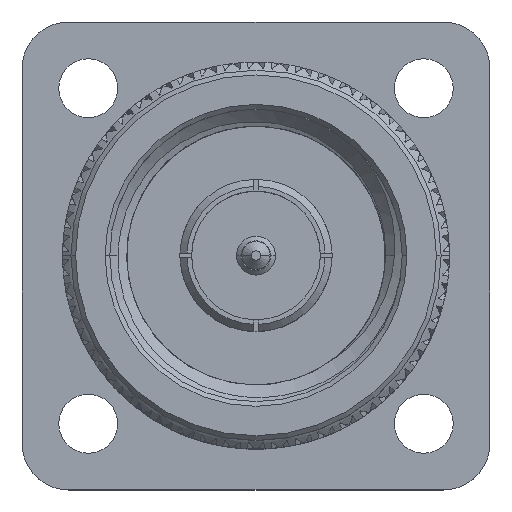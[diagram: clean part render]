
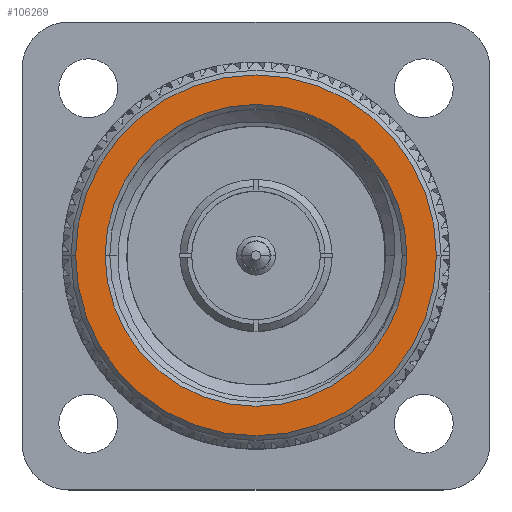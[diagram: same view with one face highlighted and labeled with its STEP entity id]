
A CAD part, top view. The second image highlights one B-rep face of the part: STEP entity #106269.
In plain terms, the highlighted planar face has unit normal (0, 0, 1).
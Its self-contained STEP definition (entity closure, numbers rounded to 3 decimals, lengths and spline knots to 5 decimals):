
#5995 = CIRCLE ( 'NONE', #60415, 0.3225 ) ;
#6106 = CARTESIAN_POINT ( 'NONE',  ( 0., 0., 0.8189 ) ) ;
#9513 = DIRECTION ( 'NONE',  ( 0., -1., 0. ) ) ;
#11206 = VERTEX_POINT ( 'NONE', #31307 ) ;
#12665 = EDGE_CURVE ( 'NONE', #59885, #11206, #38839, .T. ) ;
#15633 = CARTESIAN_POINT ( 'NONE',  ( 0., 0., 0.8189 ) ) ;
#16820 = DIRECTION ( 'NONE',  ( 0., 0., 1. ) ) ;
#18401 = DIRECTION ( 'NONE',  ( 1., 0., 0. ) ) ;
#19196 = AXIS2_PLACEMENT_3D ( 'NONE', #19859, #85656, #30184 ) ;
#19366 = AXIS2_PLACEMENT_3D ( 'NONE', #15633, #16820, #61913 ) ;
#19859 = CARTESIAN_POINT ( 'NONE',  ( 0., 0., 0.8189 ) ) ;
#26146 = EDGE_CURVE ( 'NONE', #54663, #64465, #5995, .T. ) ;
#27171 = AXIS2_PLACEMENT_3D ( 'NONE', #6106, #43292, #34116 ) ;
#27279 = CARTESIAN_POINT ( 'NONE',  ( 0.3225, 0., 0.8189 ) ) ;
#27519 = CARTESIAN_POINT ( 'NONE',  ( 0., 0., 0.8189 ) ) ;
#28983 = FACE_BOUND ( 'NONE', #114536, .T. ) ;
#30184 = DIRECTION ( 'NONE',  ( 1., 0., 0. ) ) ;
#31307 = CARTESIAN_POINT ( 'NONE',  ( 0.38559, 0., 0.8189 ) ) ;
#34116 = DIRECTION ( 'NONE',  ( 0., -1., 0. ) ) ;
#36803 = CIRCLE ( 'NONE', #19366, 0.38559 ) ;
#36934 = ORIENTED_EDGE ( 'NONE', *, *, #12665, .T. ) ;
#38828 = CARTESIAN_POINT ( 'NONE',  ( -0.3225, 0., 0.8189 ) ) ;
#38839 = CIRCLE ( 'NONE', #87527, 0.38559 ) ;
#43292 = DIRECTION ( 'NONE',  ( 0., 0., -1. ) ) ;
#48507 = PLANE ( 'NONE',  #19196 ) ;
#48621 = CIRCLE ( 'NONE', #27171, 0.3225 ) ;
#54663 = VERTEX_POINT ( 'NONE', #38828 ) ;
#59885 = VERTEX_POINT ( 'NONE', #81850 ) ;
#60415 = AXIS2_PLACEMENT_3D ( 'NONE', #75947, #82700, #9513 ) ;
#61913 = DIRECTION ( 'NONE',  ( 1., 0., 0. ) ) ;
#64465 = VERTEX_POINT ( 'NONE', #27279 ) ;
#66148 = FACE_OUTER_BOUND ( 'NONE', #95699, .T. ) ;
#75947 = CARTESIAN_POINT ( 'NONE',  ( 0., 0., 0.8189 ) ) ;
#79871 = ORIENTED_EDGE ( 'NONE', *, *, #26146, .T. ) ;
#81850 = CARTESIAN_POINT ( 'NONE',  ( -0.38559, 0., 0.8189 ) ) ;
#82700 = DIRECTION ( 'NONE',  ( 0., 0., -1. ) ) ;
#83096 = ORIENTED_EDGE ( 'NONE', *, *, #118321, .T. ) ;
#85656 = DIRECTION ( 'NONE',  ( 0., 0., 1. ) ) ;
#87527 = AXIS2_PLACEMENT_3D ( 'NONE', #27519, #101921, #18401 ) ;
#88519 = ORIENTED_EDGE ( 'NONE', *, *, #113520, .T. ) ;
#95699 = EDGE_LOOP ( 'NONE', ( #36934, #88519 ) ) ;
#101921 = DIRECTION ( 'NONE',  ( 0., 0., 1. ) ) ;
#106269 = ADVANCED_FACE ( 'NONE', ( #28983, #66148 ), #48507, .T. ) ;
#113520 = EDGE_CURVE ( 'NONE', #11206, #59885, #36803, .T. ) ;
#114536 = EDGE_LOOP ( 'NONE', ( #83096, #79871 ) ) ;
#118321 = EDGE_CURVE ( 'NONE', #64465, #54663, #48621, .T. ) ;
